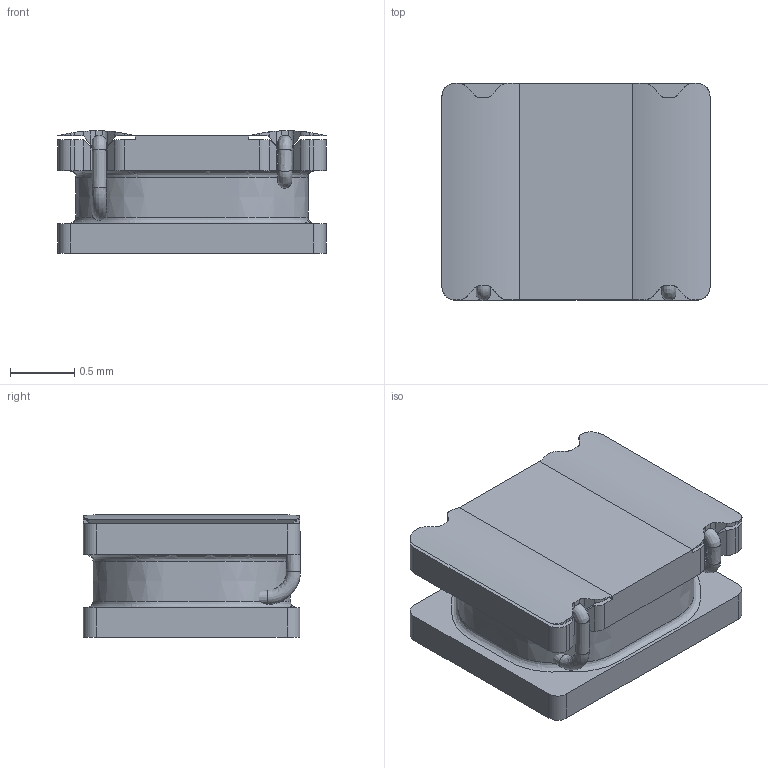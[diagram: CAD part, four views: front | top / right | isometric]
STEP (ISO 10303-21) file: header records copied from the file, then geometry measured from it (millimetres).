
FILE_DESCRIPTION(/* description */ (''),/* implementation_level */ '2;1');
FILE_NAME(/* name */ 'HPC201610BM.stp',/* time_stamp */ '2022-08-31T15:11:19+08:00',/* author */ (''),/* organization */ (''),/* preprocessor_version */ 'ST-DEVELOPER v18.1',/* originating_system */ 'SIEMENS PLM Software NX 1980',/* authorisation */ '');
FILE_SCHEMA (('AUTOMOTIVE_DESIGN { 1 0 10303 214 3 1 1 1 }'));
Length unit declared in the file: millimetre
Products named in the file (1): HPC201610BM
Bounding box: 2.08 x 1.69 x 0.95 mm (x, y, z)
Surface area: 54 mm2
Topology: 8 solids, 8 shells, 178 faces, 448 edges, 300 vertices
Faces by surface type: plane 88, cylinder 54, bspline 36
Entity records: 11407 total; most frequent: CARTESIAN_POINT 7325, ORIENTED_EDGE 824, DIRECTION 770, EDGE_CURVE 412, VERTEX_POINT 288, AXIS2_PLACEMENT_3D 271, LINE 228, VECTOR 228
